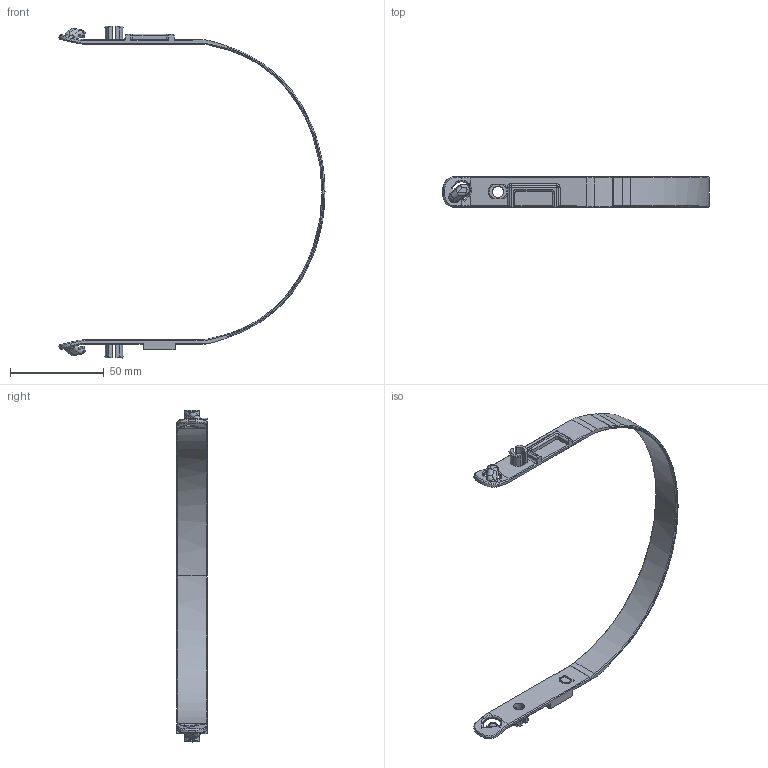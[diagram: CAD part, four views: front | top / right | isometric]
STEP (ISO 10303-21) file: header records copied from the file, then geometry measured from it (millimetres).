
FILE_DESCRIPTION(/* description */ ('Unknown'),/* implementation_level */ '2;1');
FILE_NAME(/* name */ 'Cintillo_patas_paralelas',/* time_stamp */ '2020-07-25T20:05:34-04:00',/* author */ ('Unknown'),/* organization */ ('Unknown'),/* preprocessor_version */ 'ST-DEVELOPER v16.7',/* originating_system */ 'DEX',/* authorisation */ $);
FILE_SCHEMA (('AUTOMOTIVE_DESIGN {1 0 10303 214 3 1 1}'));
Length unit declared in the file: millimetre
Products named in the file (1): Cintillo_patas_paralelas
Bounding box: 141.53 x 16 x 176.6 mm (x, y, z)
Volume: 12583.6 mm3; surface area: 14512.5 mm2
Topology: 1 solids, 1 shells, 326 faces, 876 edges, 546 vertices
Faces by surface type: plane 136, cylinder 90, bspline 63, cone 25, torus 10, sphere 2
Full cylindrical faces by diameter (mm): 6 x2
Entity records: 14969 total; most frequent: CARTESIAN_POINT 4964, ORIENTED_EDGE 1740, DIRECTION 1411, EDGE_CURVE 870, VERTEX_POINT 544, LINE 483, VECTOR 483, AXIS2_PLACEMENT_3D 464
